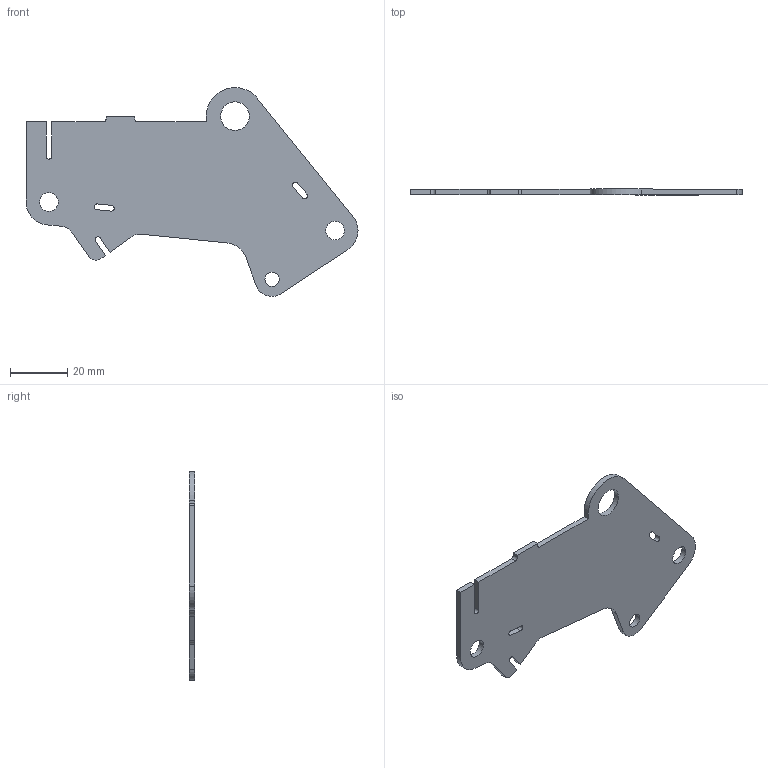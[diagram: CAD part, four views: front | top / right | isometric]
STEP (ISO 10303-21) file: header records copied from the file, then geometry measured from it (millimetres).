
FILE_DESCRIPTION(('CATIA V5 STEP Exchange'),'2;1');
FILE_NAME('FR_11001_3 (Frame Throttle).stp','2020-02-26T08:18:09+00:00',('none'),('none'),'CATIA Version 5 Release 19 SP 2 (IN-10)','CATIA V5 STEP AP203','none');
FILE_SCHEMA(('CONFIG_CONTROL_DESIGN'));
Length unit declared in the file: millimetre
Products named in the file (1): FR_11001_3 (Frame Throttle)
Bounding box: 116 x 2 x 72.96 mm (x, y, z)
Volume: 9451.1 mm3; surface area: 10424.8 mm2
Topology: 1 solids, 1 shells, 50 faces, 144 edges, 96 vertices
Faces by surface type: plane 26, cylinder 24
Entity records: 1634 total; most frequent: ORIENTED_EDGE 288, CARTESIAN_POINT 283, DIRECTION 228, EDGE_CURVE 144, VECTOR 96, LINE 96, VERTEX_POINT 96, AXIS2_PLACEMENT_3D 91
